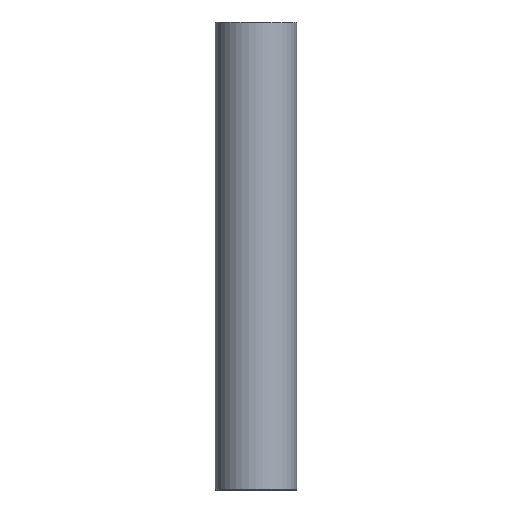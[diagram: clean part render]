
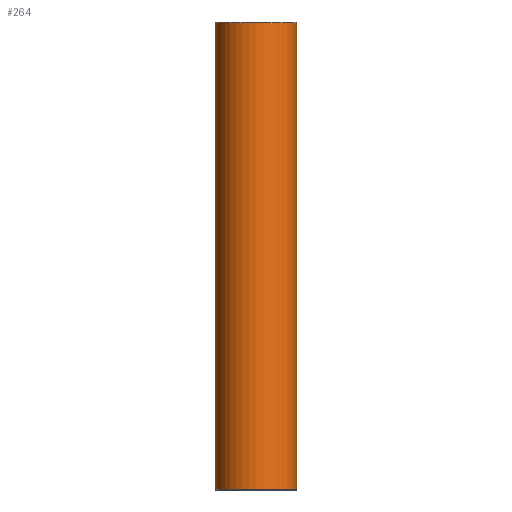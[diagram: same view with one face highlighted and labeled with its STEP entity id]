
A CAD part, front view. The second image highlights one B-rep face of the part: STEP entity #264.
In plain terms, the highlighted cylindrical face has radius 30 mm (diameter 60 mm), a partial arc.
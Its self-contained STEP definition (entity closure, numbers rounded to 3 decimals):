
#250 = ORIENTED_EDGE ( 'NONE', *, *, #274, .T. ) ;
#260 = EDGE_LOOP ( 'NONE', ( #268, #269, #288, #250 ) ) ;
#264 = ADVANCED_FACE ( 'NONE', ( #2176 ), #2174, .T. ) ;
#268 = ORIENTED_EDGE ( 'NONE', *, *, #482, .F. ) ;
#269 = ORIENTED_EDGE ( 'NONE', *, *, #390, .T. ) ;
#274 = EDGE_CURVE ( 'NONE', #540, #344, #2160, .T. ) ;
#288 = ORIENTED_EDGE ( 'NONE', *, *, #478, .T. ) ;
#344 = VERTEX_POINT ( 'NONE', #2297 ) ;
#371 = VERTEX_POINT ( 'NONE', #2375 ) ;
#381 = VERTEX_POINT ( 'NONE', #2414 ) ;
#390 = EDGE_CURVE ( 'NONE', #371, #381, #2401, .T. ) ;
#478 = EDGE_CURVE ( 'NONE', #381, #540, #2552, .T. ) ;
#482 = EDGE_CURVE ( 'NONE', #371, #344, #2608, .T. ) ;
#540 = VERTEX_POINT ( 'NONE', #2686 ) ;
#2160 = CIRCLE ( 'NONE', #2226, 30. ) ;
#2170 = DIRECTION ( 'NONE',  ( 1., 0., 0. ) ) ;
#2171 = DIRECTION ( 'NONE',  ( 0., 0., 1. ) ) ;
#2172 = CARTESIAN_POINT ( 'NONE',  ( 0., 0., -345. ) ) ;
#2173 = AXIS2_PLACEMENT_3D ( 'NONE', #2172, #2171, #2170 ) ;
#2174 = CYLINDRICAL_SURFACE ( 'NONE', #2173, 30. ) ;
#2176 = FACE_OUTER_BOUND ( 'NONE', #260, .T. ) ;
#2223 = DIRECTION ( 'NONE',  ( 1., 0., 0. ) ) ;
#2224 = DIRECTION ( 'NONE',  ( 0., 0., -1. ) ) ;
#2225 = CARTESIAN_POINT ( 'NONE',  ( 0., 0., -0.5 ) ) ;
#2226 = AXIS2_PLACEMENT_3D ( 'NONE', #2225, #2224, #2223 ) ;
#2297 = CARTESIAN_POINT ( 'NONE',  ( -30., 0., -0.5 ) ) ;
#2375 = CARTESIAN_POINT ( 'NONE',  ( -30., 0., -344.5 ) ) ;
#2398 = DIRECTION ( 'NONE',  ( 1., 0., 0. ) ) ;
#2399 = DIRECTION ( 'NONE',  ( 0., 0., 1. ) ) ;
#2400 = AXIS2_PLACEMENT_3D ( 'NONE', #2406, #2399, #2398 ) ;
#2401 = CIRCLE ( 'NONE', #2400, 30. ) ;
#2406 = CARTESIAN_POINT ( 'NONE',  ( 0., 0., -344.5 ) ) ;
#2414 = CARTESIAN_POINT ( 'NONE',  ( 30., 0., -344.5 ) ) ;
#2549 = DIRECTION ( 'NONE',  ( 0., 0., 1. ) ) ;
#2550 = VECTOR ( 'NONE', #2549, 1000. ) ;
#2551 = CARTESIAN_POINT ( 'NONE',  ( 30., 0., -345. ) ) ;
#2552 = LINE ( 'NONE', #2551, #2550 ) ;
#2605 = DIRECTION ( 'NONE',  ( 0., 0., 1. ) ) ;
#2606 = VECTOR ( 'NONE', #2605, 1000. ) ;
#2607 = CARTESIAN_POINT ( 'NONE',  ( -30., 0., -345. ) ) ;
#2608 = LINE ( 'NONE', #2607, #2606 ) ;
#2686 = CARTESIAN_POINT ( 'NONE',  ( 30., 0., -0.5 ) ) ;
